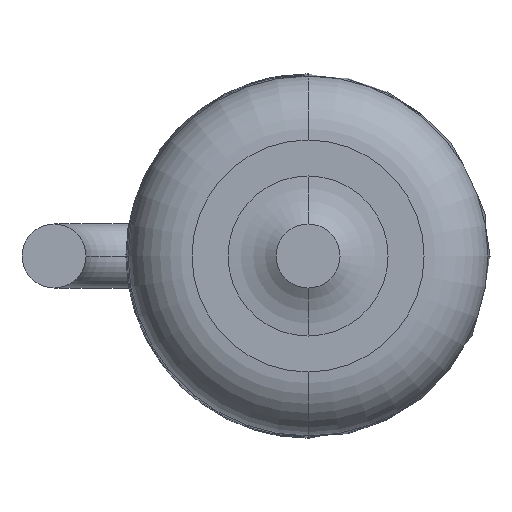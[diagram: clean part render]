
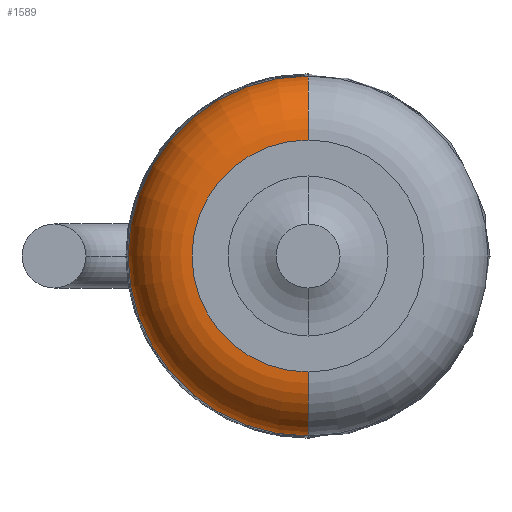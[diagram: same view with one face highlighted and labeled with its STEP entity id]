
A CAD part, front view. The second image highlights one B-rep face of the part: STEP entity #1589.
In plain terms, the highlighted toroidal (fillet/blend) face has major radius 1.45 mm and minor radius 0.8 mm.
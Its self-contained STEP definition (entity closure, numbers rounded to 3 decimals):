
#11 = DIRECTION ( 'NONE',  ( 0., 1., 0. ) ) ;
#90 = FACE_OUTER_BOUND ( 'NONE', #1905, .T. ) ;
#211 = CIRCLE ( 'NONE', #1919, 0.8 ) ;
#296 = DIRECTION ( 'NONE',  ( 0., 0., -1. ) ) ;
#323 = AXIS2_PLACEMENT_3D ( 'NONE', #2641, #1384, #1210 ) ;
#344 = VERTEX_POINT ( 'NONE', #671 ) ;
#355 = CIRCLE ( 'NONE', #2131, 2.25 ) ;
#511 = CIRCLE ( 'NONE', #1604, 0.8 ) ;
#525 = CARTESIAN_POINT ( 'NONE',  ( 0., -4.7, -1.45 ) ) ;
#570 = DIRECTION ( 'NONE',  ( 1., 0., 0. ) ) ;
#649 = ORIENTED_EDGE ( 'NONE', *, *, #2497, .T. ) ;
#671 = CARTESIAN_POINT ( 'NONE',  ( 0., -5.5, -1.45 ) ) ;
#781 = ORIENTED_EDGE ( 'NONE', *, *, #2589, .F. ) ;
#808 = EDGE_CURVE ( 'NONE', #1165, #1983, #355, .T. ) ;
#922 = CARTESIAN_POINT ( 'NONE',  ( 0., -4.7, 1.45 ) ) ;
#945 = ORIENTED_EDGE ( 'NONE', *, *, #808, .F. ) ;
#1043 = CARTESIAN_POINT ( 'NONE',  ( 0., -4.7, 0. ) ) ;
#1165 = VERTEX_POINT ( 'NONE', #2557 ) ;
#1210 = DIRECTION ( 'NONE',  ( 0., 0., 1. ) ) ;
#1234 = AXIS2_PLACEMENT_3D ( 'NONE', #1573, #2190, #2138 ) ;
#1384 = DIRECTION ( 'NONE',  ( 0., -1., 0. ) ) ;
#1573 = CARTESIAN_POINT ( 'NONE',  ( 0., -4.7, 0. ) ) ;
#1589 = ADVANCED_FACE ( 'NONE', ( #90 ), #2167, .T. ) ;
#1604 = AXIS2_PLACEMENT_3D ( 'NONE', #922, #1928, #2133 ) ;
#1739 = CARTESIAN_POINT ( 'NONE',  ( 0., -4.7, 2.25 ) ) ;
#1821 = VERTEX_POINT ( 'NONE', #2089 ) ;
#1872 = DIRECTION ( 'NONE',  ( 0., 0., 1. ) ) ;
#1905 = EDGE_LOOP ( 'NONE', ( #781, #2011, #649, #945 ) ) ;
#1919 = AXIS2_PLACEMENT_3D ( 'NONE', #525, #570, #296 ) ;
#1928 = DIRECTION ( 'NONE',  ( -1., 0., 0. ) ) ;
#1983 = VERTEX_POINT ( 'NONE', #1739 ) ;
#2011 = ORIENTED_EDGE ( 'NONE', *, *, #2293, .F. ) ;
#2089 = CARTESIAN_POINT ( 'NONE',  ( 0., -5.5, 1.45 ) ) ;
#2131 = AXIS2_PLACEMENT_3D ( 'NONE', #1043, #11, #1872 ) ;
#2133 = DIRECTION ( 'NONE',  ( 0., 0., 1. ) ) ;
#2138 = DIRECTION ( 'NONE',  ( 0., 0., 1. ) ) ;
#2167 = TOROIDAL_SURFACE ( 'NONE', #1234, 1.45, 0.8 ) ;
#2190 = DIRECTION ( 'NONE',  ( 0., 1., 0. ) ) ;
#2293 = EDGE_CURVE ( 'NONE', #1821, #344, #2581, .T. ) ;
#2497 = EDGE_CURVE ( 'NONE', #1821, #1983, #511, .T. ) ;
#2557 = CARTESIAN_POINT ( 'NONE',  ( 0., -4.7, -2.25 ) ) ;
#2581 = CIRCLE ( 'NONE', #323, 1.45 ) ;
#2589 = EDGE_CURVE ( 'NONE', #344, #1165, #211, .T. ) ;
#2641 = CARTESIAN_POINT ( 'NONE',  ( 0., -5.5, 0. ) ) ;
